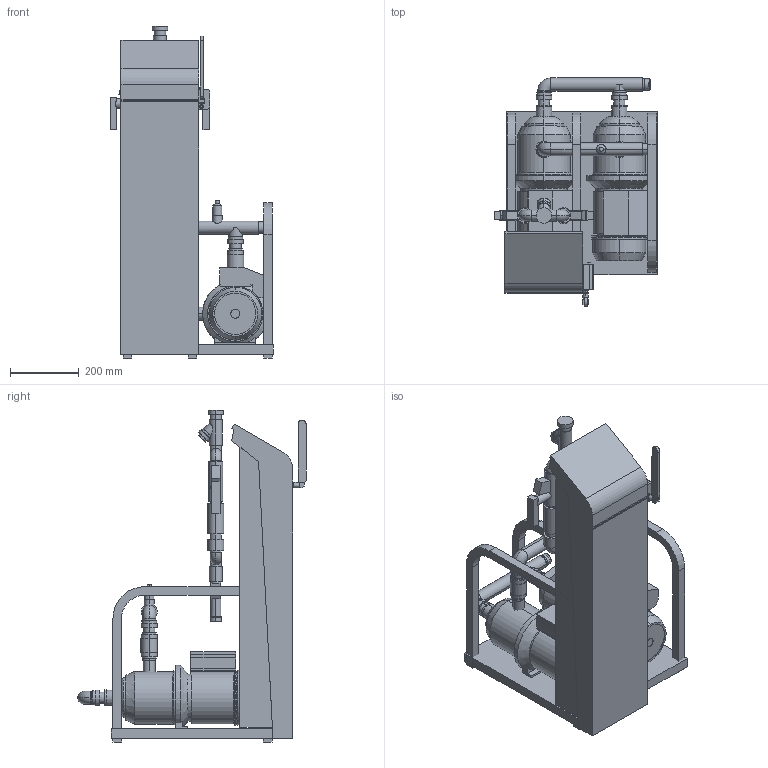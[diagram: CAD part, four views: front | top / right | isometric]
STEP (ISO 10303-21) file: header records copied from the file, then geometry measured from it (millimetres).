
FILE_DESCRIPTION (( 'STEP AP214' ), '1' );
FILE_NAME ('Sinum_D20.STEP', '2024-04-08T13:18:52', ( '' ), ( '' ), 'SwSTEP 2.0', 'SolidWorks 2021', '' );
FILE_SCHEMA (( 'AUTOMOTIVE_DESIGN' ));
Length unit declared in the file: millimetre
Products named in the file (3): 17951_flmat_mp_g4_remote_d20.dwg; Sinum_D20.dwg; Sinum_D20
Assembly tree (2 placements, depth 3):
  Sinum_D20
    Sinum_D20.dwg
      17951_flmat_mp_g4_remote_d20.dwg
Bounding box: 473.18 x 665.52 x 967.34 mm (x, y, z)
Volume: 39960466 mm3; surface area: 2876832.6 mm2
Topology: 14 solids, 14 shells, 632 faces, 1449 edges, 927 vertices
Faces by surface type: plane 305, cylinder 236, cone 63, torus 20, bspline 8
Entity records: 19875 total; most frequent: CARTESIAN_POINT 5047, DIRECTION 3206, ORIENTED_EDGE 2898, EDGE_CURVE 1449, AXIS2_PLACEMENT_3D 1198, VERTEX_POINT 927, LINE 810, VECTOR 810
